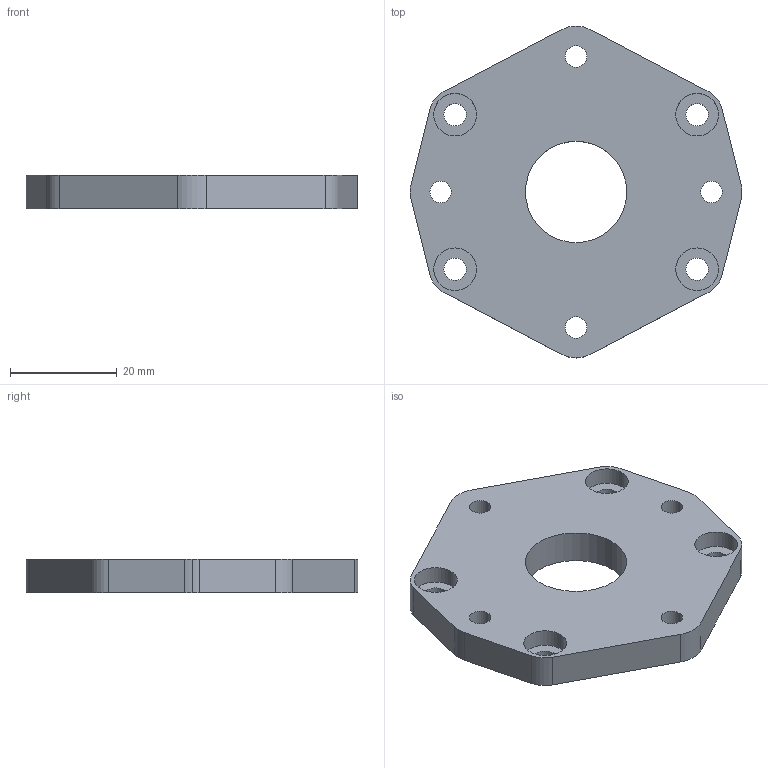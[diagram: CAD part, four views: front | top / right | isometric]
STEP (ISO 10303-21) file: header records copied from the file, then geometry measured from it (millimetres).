
FILE_DESCRIPTION (( 'STEP AP214' ), '1' );
FILE_NAME ('am-3692 2 775 to CIM Output Output Plate REV2.STEP', '2018-07-23T16:46:10', ( '' ), ( '' ), 'SwSTEP 2.0', 'SolidWorks 2018', '' );
FILE_SCHEMA (( 'AUTOMOTIVE_DESIGN' ));
Length unit declared in the file: inch
Products named in the file (1): am-3692 2 775 to CIM Output Output Plate REV2
Bounding box: 62.24 x 62.26 x 6.35 mm (x, y, z)
Volume: 14933.8 mm3; surface area: 7271.1 mm2
Topology: 1 solids, 1 shells, 49 faces, 129 edges, 86 vertices
Faces by surface type: cylinder 35, plane 14
Entity records: 1733 total; most frequent: DIRECTION 299, CARTESIAN_POINT 265, ORIENTED_EDGE 258, EDGE_CURVE 129, AXIS2_PLACEMENT_3D 120, VERTEX_POINT 86, EDGE_LOOP 71, CIRCLE 70
